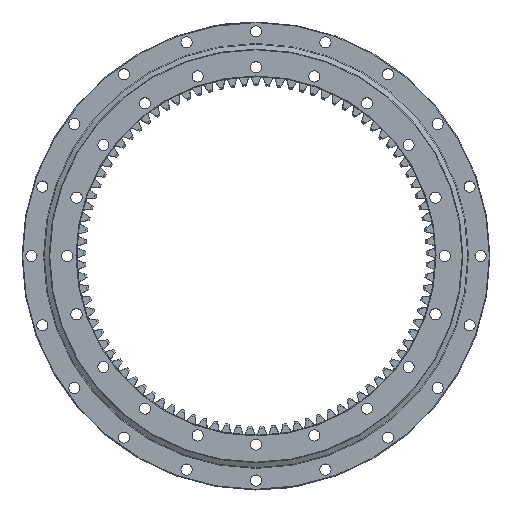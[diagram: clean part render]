
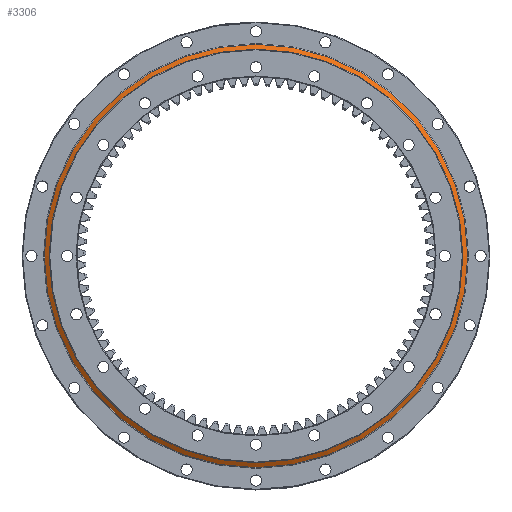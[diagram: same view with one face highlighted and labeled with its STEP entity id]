
A CAD part, top view. The second image highlights one B-rep face of the part: STEP entity #3306.
In plain terms, the highlighted conical face has half-angle 58.57 degrees and reference radius 331.5 mm.
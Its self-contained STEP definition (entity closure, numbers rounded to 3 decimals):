
#27 = AXIS2_PLACEMENT_3D ( 'NONE', #21292, #33351, #2869 ) ;
#356 = CARTESIAN_POINT ( 'NONE',  ( 324.5, 2., 0. ) ) ;
#2869 = DIRECTION ( 'NONE',  ( 0., 0., -1. ) ) ;
#3306 = ADVANCED_FACE ( 'NONE', ( #7899, #38226 ), #29281, .T. ) ;
#3440 = DIRECTION ( 'NONE',  ( 0., 0., -1. ) ) ;
#5107 = CIRCLE ( 'NONE', #21455, 339.044 ) ;
#7899 = FACE_OUTER_BOUND ( 'NONE', #15745, .T. ) ;
#8341 = VERTEX_POINT ( 'NONE', #18173 ) ;
#8960 = DIRECTION ( 'NONE',  ( 0., -1., 0. ) ) ;
#9018 = CARTESIAN_POINT ( 'NONE',  ( 324.5, -2.61, -339.044 ) ) ;
#15745 = EDGE_LOOP ( 'NONE', ( #32185 ) ) ;
#17379 = VERTEX_POINT ( 'NONE', #9018 ) ;
#17776 = EDGE_CURVE ( 'NONE', #17379, #17379, #5107, .T. ) ;
#18173 = CARTESIAN_POINT ( 'NONE',  ( 324.5, 2., -331.5 ) ) ;
#19754 = EDGE_CURVE ( 'NONE', #8341, #8341, #28755, .T. ) ;
#21292 = CARTESIAN_POINT ( 'NONE',  ( 324.5, 2., 0. ) ) ;
#21455 = AXIS2_PLACEMENT_3D ( 'NONE', #27156, #8960, #30214 ) ;
#21606 = DIRECTION ( 'NONE',  ( 0., -1., 0. ) ) ;
#25229 = EDGE_LOOP ( 'NONE', ( #27479 ) ) ;
#27156 = CARTESIAN_POINT ( 'NONE',  ( 324.5, -2.61, 0. ) ) ;
#27479 = ORIENTED_EDGE ( 'NONE', *, *, #19754, .T. ) ;
#28755 = CIRCLE ( 'NONE', #31889, 331.5 ) ;
#29281 = CONICAL_SURFACE ( 'NONE', #27, 331.5, 1.022 ) ;
#30214 = DIRECTION ( 'NONE',  ( 0., 0., -1. ) ) ;
#31889 = AXIS2_PLACEMENT_3D ( 'NONE', #356, #21606, #3440 ) ;
#32185 = ORIENTED_EDGE ( 'NONE', *, *, #17776, .F. ) ;
#33351 = DIRECTION ( 'NONE',  ( 0., -1., 0. ) ) ;
#38226 = FACE_BOUND ( 'NONE', #25229, .T. ) ;
